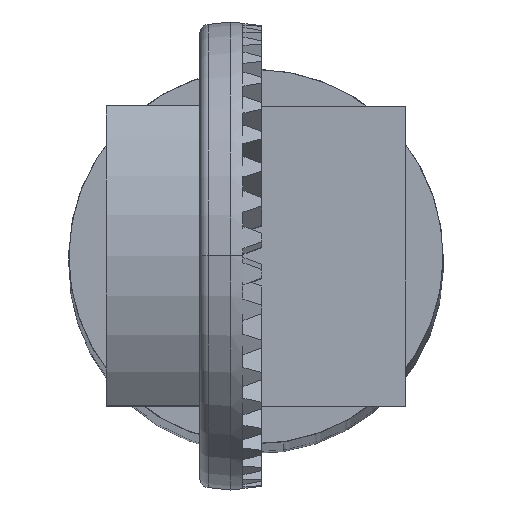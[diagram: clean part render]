
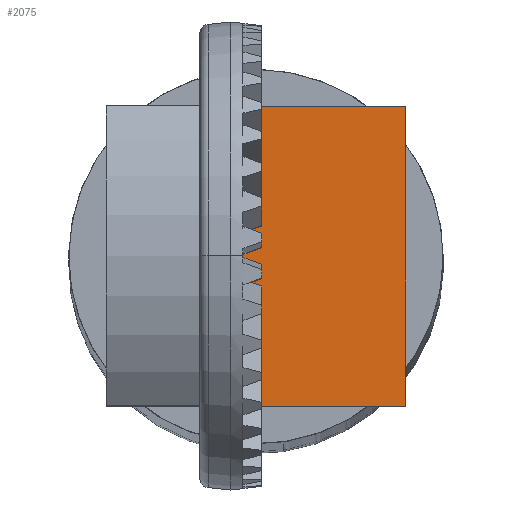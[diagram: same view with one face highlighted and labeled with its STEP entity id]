
A CAD part, top view. The second image highlights one B-rep face of the part: STEP entity #2075.
In plain terms, the highlighted face is planar.
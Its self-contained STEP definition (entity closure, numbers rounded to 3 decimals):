
#13 = CARTESIAN_POINT ( 'NONE',  ( 6., -14., 8. ) ) ;
#212 = EDGE_LOOP ( 'NONE', ( #1403, #3308, #1293, #5743 ) ) ;
#275 = VECTOR ( 'NONE', #1670, 1000. ) ;
#317 = EDGE_CURVE ( 'NONE', #2078, #6961, #2234, .T. ) ;
#406 = PLANE ( 'NONE',  #1931 ) ;
#482 = DIRECTION ( 'NONE',  ( 1., 0., 0. ) ) ;
#1001 = VECTOR ( 'NONE', #482, 1000. ) ;
#1259 = CARTESIAN_POINT ( 'NONE',  ( 16., -14., -8. ) ) ;
#1293 = ORIENTED_EDGE ( 'NONE', *, *, #5354, .T. ) ;
#1403 = ORIENTED_EDGE ( 'NONE', *, *, #3821, .F. ) ;
#1490 = CARTESIAN_POINT ( 'NONE',  ( 16., -14., 8. ) ) ;
#1670 = DIRECTION ( 'NONE',  ( 0., 0., 1. ) ) ;
#1918 = LINE ( 'NONE', #7068, #2404 ) ;
#1931 = AXIS2_PLACEMENT_3D ( 'NONE', #6023, #7252, #3229 ) ;
#2075 = ADVANCED_FACE ( 'NONE', ( #3193 ), #406, .F. ) ;
#2078 = VERTEX_POINT ( 'NONE', #2673 ) ;
#2234 = LINE ( 'NONE', #13, #275 ) ;
#2301 = CARTESIAN_POINT ( 'NONE',  ( 16., -14., 8. ) ) ;
#2404 = VECTOR ( 'NONE', #5348, 1000. ) ;
#2559 = CARTESIAN_POINT ( 'NONE',  ( 6., -14., 8. ) ) ;
#2673 = CARTESIAN_POINT ( 'NONE',  ( 6., -14., -8. ) ) ;
#3050 = EDGE_CURVE ( 'NONE', #3405, #6474, #5721, .T. ) ;
#3193 = FACE_OUTER_BOUND ( 'NONE', #212, .T. ) ;
#3229 = DIRECTION ( 'NONE',  ( 0., 0., -1. ) ) ;
#3308 = ORIENTED_EDGE ( 'NONE', *, *, #317, .T. ) ;
#3405 = VERTEX_POINT ( 'NONE', #1490 ) ;
#3821 = EDGE_CURVE ( 'NONE', #2078, #6474, #4478, .T. ) ;
#4055 = DIRECTION ( 'NONE',  ( 0., 0., -1. ) ) ;
#4325 = CARTESIAN_POINT ( 'NONE',  ( 5., -14., -8. ) ) ;
#4478 = LINE ( 'NONE', #4325, #1001 ) ;
#4936 = VECTOR ( 'NONE', #4055, 1000. ) ;
#5348 = DIRECTION ( 'NONE',  ( 1., 0., 0. ) ) ;
#5354 = EDGE_CURVE ( 'NONE', #6961, #3405, #1918, .T. ) ;
#5721 = LINE ( 'NONE', #2301, #4936 ) ;
#5743 = ORIENTED_EDGE ( 'NONE', *, *, #3050, .T. ) ;
#6023 = CARTESIAN_POINT ( 'NONE',  ( 5., -14., 8. ) ) ;
#6474 = VERTEX_POINT ( 'NONE', #1259 ) ;
#6961 = VERTEX_POINT ( 'NONE', #2559 ) ;
#7068 = CARTESIAN_POINT ( 'NONE',  ( 5., -14., 8. ) ) ;
#7252 = DIRECTION ( 'NONE',  ( 0., -1., 0. ) ) ;
